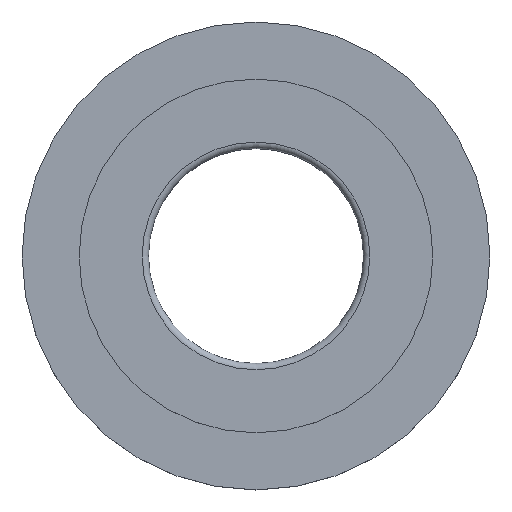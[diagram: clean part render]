
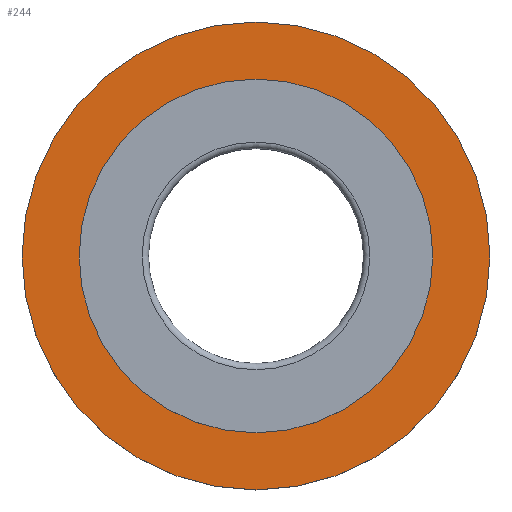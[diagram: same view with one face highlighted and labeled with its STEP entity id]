
A CAD part, top view. The second image highlights one B-rep face of the part: STEP entity #244.
In plain terms, the highlighted planar face has unit normal (0, 0, 1).
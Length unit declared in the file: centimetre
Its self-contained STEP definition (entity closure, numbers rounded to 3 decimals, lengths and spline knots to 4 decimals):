
#109=PLANE('',#269);
#127=VERTEX_POINT('',#351);
#128=VERTEX_POINT('',#354);
#140=CIRCLE('',#268,18.5);
#141=CIRCLE('',#270,13.9875);
#153=EDGE_CURVE('',#127,#127,#140,.T.);
#154=EDGE_CURVE('',#128,#128,#141,.T.);
#177=ORIENTED_EDGE('',*,*,#154,.F.);
#178=ORIENTED_EDGE('',*,*,#153,.T.);
#203=EDGE_LOOP('',(#177));
#204=EDGE_LOOP('',(#178));
#229=FACE_BOUND('',#203,.T.);
#230=FACE_BOUND('',#204,.T.);
#244=ADVANCED_FACE('',(#229,#230),#109,.T.);
#268=AXIS2_PLACEMENT_3D('',#350,#310,#311);
#269=AXIS2_PLACEMENT_3D('',#352,#312,$);
#270=AXIS2_PLACEMENT_3D('',#353,#313,#314);
#310=DIRECTION('',(0.,0.,1.));
#311=DIRECTION('',(0.,18.5,0.));
#312=DIRECTION('',(0.,0.,1.));
#313=DIRECTION('',(0.,0.,1.));
#314=DIRECTION('',(0.,13.988,0.));
#350=CARTESIAN_POINT('',(0.,0.,-1.));
#351=CARTESIAN_POINT('',(0.,18.5,-1.));
#352=CARTESIAN_POINT('',(0.,16.2438,-1.));
#353=CARTESIAN_POINT('',(0.,0.,-1.));
#354=CARTESIAN_POINT('',(0.,13.9875,-1.));
